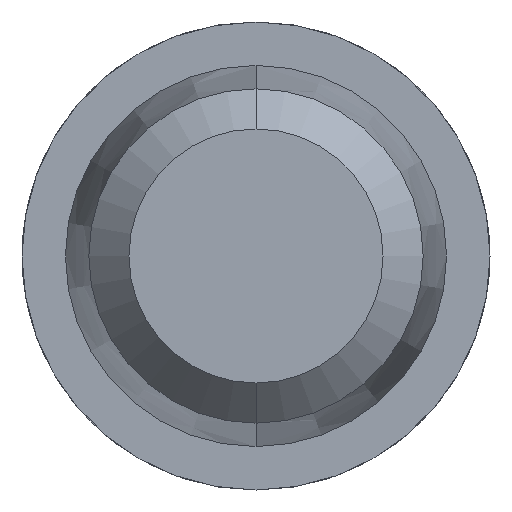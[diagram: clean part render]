
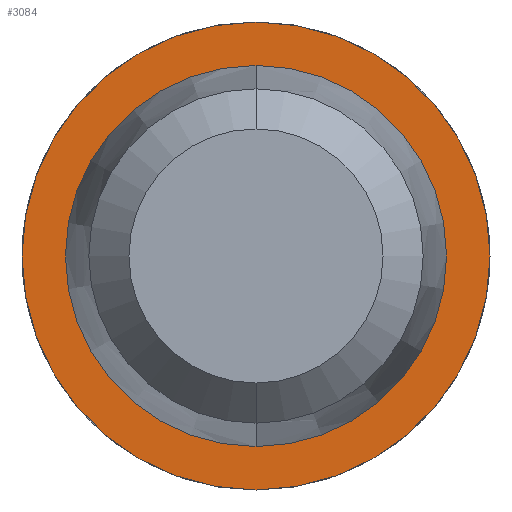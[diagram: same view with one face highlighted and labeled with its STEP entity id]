
A CAD part, front view. The second image highlights one B-rep face of the part: STEP entity #3084.
In plain terms, the highlighted planar face has unit normal (0, -1, 0).
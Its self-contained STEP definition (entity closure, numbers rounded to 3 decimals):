
#375 = ORIENTED_EDGE ( 'NONE', *, *, #2608, .T. ) ;
#377 = VERTEX_POINT ( 'NONE', #1881 ) ;
#412 = VERTEX_POINT ( 'NONE', #3256 ) ;
#710 = EDGE_CURVE ( 'Defeature ausgef�hrt2_9+Defeature ausgef�hrt2_10+Defeature ausgef�hrt2_10+Defeature ausgef�hrt2_10', #4332, #4381, #2638, .T. ) ;
#714 = DIRECTION ( 'NONE',  ( 0., -1., 0. ) ) ;
#801 = EDGE_LOOP ( 'NONE', ( #375, #3041 ) ) ;
#816 = DIRECTION ( 'NONE',  ( 0., -1., 0. ) ) ;
#848 = CARTESIAN_POINT ( 'NONE',  ( 0., 26., 0. ) ) ;
#926 = AXIS2_PLACEMENT_3D ( 'NONE', #2611, #4439, #1330 ) ;
#1015 = AXIS2_PLACEMENT_3D ( 'NONE', #848, #3274, #1154 ) ;
#1069 = DIRECTION ( 'NONE',  ( 0., 0., -1. ) ) ;
#1154 = DIRECTION ( 'NONE',  ( 0., 0., -1. ) ) ;
#1185 = EDGE_CURVE ( 'Defeature ausgef�hrt2_10+Defeature ausgef�hrt2_11+Defeature ausgef�hrt2_11+Defeature ausgef�hrt2_11', #377, #412, #3010, .T. ) ;
#1205 = EDGE_CURVE ( 'Defeature ausgef�hrt2_9+Defeature ausgef�hrt2_10+Defeature ausgef�hrt2_10+Defeature ausgef�hrt2_10', #4381, #4332, #2681, .T. ) ;
#1330 = DIRECTION ( 'NONE',  ( 0., 0., -1. ) ) ;
#1336 = DIRECTION ( 'NONE',  ( 0., -1., 0. ) ) ;
#1583 = CARTESIAN_POINT ( 'NONE',  ( 0., 26., -0.57 ) ) ;
#1646 = CARTESIAN_POINT ( 'NONE',  ( 0., 26., 0. ) ) ;
#1689 = DIRECTION ( 'NONE',  ( 0., 0., -1. ) ) ;
#1881 = CARTESIAN_POINT ( 'NONE',  ( 0., 26., 0.7 ) ) ;
#1903 = DIRECTION ( 'NONE',  ( 0., 0., -1. ) ) ;
#2030 = CIRCLE ( 'NONE', #3281, 0.7 ) ;
#2185 = FACE_OUTER_BOUND ( 'NONE', #801, .T. ) ;
#2269 = CARTESIAN_POINT ( 'NONE',  ( 0., 26., 0.57 ) ) ;
#2454 = CARTESIAN_POINT ( 'NONE',  ( 0., 26., 0. ) ) ;
#2608 = EDGE_CURVE ( 'Defeature ausgef�hrt2_10+Defeature ausgef�hrt2_11+Defeature ausgef�hrt2_11+Defeature ausgef�hrt2_11', #412, #377, #2030, .T. ) ;
#2611 = CARTESIAN_POINT ( 'NONE',  ( 0.57, 26., 0. ) ) ;
#2638 = CIRCLE ( 'NONE', #4426, 0.57 ) ;
#2681 = CIRCLE ( 'NONE', #1015, 0.57 ) ;
#2725 = AXIS2_PLACEMENT_3D ( 'NONE', #4317, #816, #1903 ) ;
#2886 = ORIENTED_EDGE ( 'NONE', *, *, #710, .F. ) ;
#2945 = FACE_BOUND ( 'NONE', #3781, .T. ) ;
#3010 = CIRCLE ( 'NONE', #2725, 0.7 ) ;
#3041 = ORIENTED_EDGE ( 'NONE', *, *, #1185, .T. ) ;
#3084 = ADVANCED_FACE ( 'Defeature ausgef�hrt2_10', ( #2185, #2945 ), #4360, .T. ) ;
#3256 = CARTESIAN_POINT ( 'NONE',  ( 0., 26., -0.7 ) ) ;
#3274 = DIRECTION ( 'NONE',  ( 0., -1., 0. ) ) ;
#3281 = AXIS2_PLACEMENT_3D ( 'NONE', #1646, #1336, #1689 ) ;
#3781 = EDGE_LOOP ( 'NONE', ( #2886, #4120 ) ) ;
#4120 = ORIENTED_EDGE ( 'NONE', *, *, #1205, .F. ) ;
#4317 = CARTESIAN_POINT ( 'NONE',  ( 0., 26., 0. ) ) ;
#4332 = VERTEX_POINT ( 'NONE', #2269 ) ;
#4360 = PLANE ( 'NONE',  #926 ) ;
#4381 = VERTEX_POINT ( 'NONE', #1583 ) ;
#4426 = AXIS2_PLACEMENT_3D ( 'NONE', #2454, #714, #1069 ) ;
#4439 = DIRECTION ( 'NONE',  ( 0., -1., 0. ) ) ;
